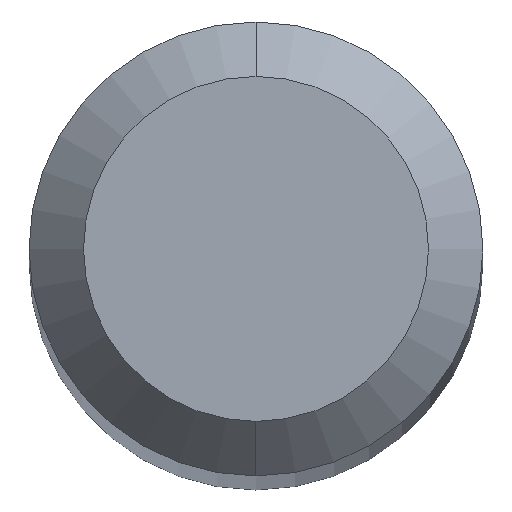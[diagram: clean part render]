
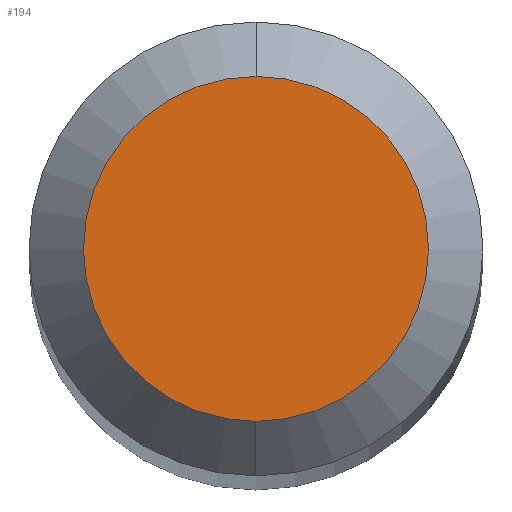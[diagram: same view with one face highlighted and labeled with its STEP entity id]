
A CAD part, top view. The second image highlights one B-rep face of the part: STEP entity #194.
In plain terms, the highlighted planar face has unit normal (0, 0, 1).
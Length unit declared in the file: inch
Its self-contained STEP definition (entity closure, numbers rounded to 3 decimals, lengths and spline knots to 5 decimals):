
#22 = EDGE_LOOP ( 'NONE', ( #103, #51 ) ) ;
#42 = FACE_OUTER_BOUND ( 'NONE', #22, .T. ) ;
#51 = ORIENTED_EDGE ( 'NONE', *, *, #519, .T. ) ;
#80 = DIRECTION ( 'NONE',  ( 0., 1., 0. ) ) ;
#97 = DIRECTION ( 'NONE',  ( 0., -1., 0. ) ) ;
#103 = ORIENTED_EDGE ( 'NONE', *, *, #284, .T. ) ;
#122 = CARTESIAN_POINT ( 'NONE',  ( 0., 0.0475, 0. ) ) ;
#133 = CARTESIAN_POINT ( 'NONE',  ( 0., 0.0475, 0. ) ) ;
#156 = VERTEX_POINT ( 'NONE', #161 ) ;
#161 = CARTESIAN_POINT ( 'NONE',  ( 0., -0.0475, 0. ) ) ;
#166 = CIRCLE ( 'NONE', #358, 0.0475 ) ;
#194 = ADVANCED_FACE ( 'NONE', ( #42 ), #321, .F. ) ;
#237 = AXIS2_PLACEMENT_3D ( 'NONE', #122, #289, #80 ) ;
#268 = CARTESIAN_POINT ( 'NONE',  ( 0., 0., 0. ) ) ;
#284 = EDGE_CURVE ( 'NONE', #443, #156, #166, .T. ) ;
#289 = DIRECTION ( 'NONE',  ( 0., 0., -1. ) ) ;
#301 = DIRECTION ( 'NONE',  ( 0., -1., 0. ) ) ;
#321 = PLANE ( 'NONE',  #237 ) ;
#338 = CARTESIAN_POINT ( 'NONE',  ( 0., 0., 0. ) ) ;
#357 = CIRCLE ( 'NONE', #455, 0.0475 ) ;
#358 = AXIS2_PLACEMENT_3D ( 'NONE', #338, #454, #97 ) ;
#420 = DIRECTION ( 'NONE',  ( 0., 0., 1. ) ) ;
#443 = VERTEX_POINT ( 'NONE', #133 ) ;
#454 = DIRECTION ( 'NONE',  ( 0., 0., 1. ) ) ;
#455 = AXIS2_PLACEMENT_3D ( 'NONE', #268, #420, #301 ) ;
#519 = EDGE_CURVE ( 'NONE', #156, #443, #357, .T. ) ;
